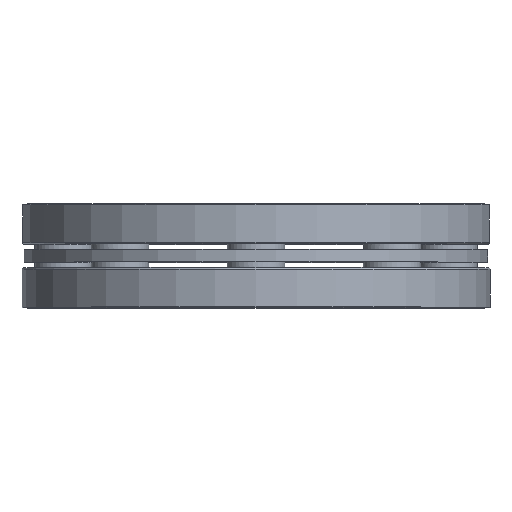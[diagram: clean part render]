
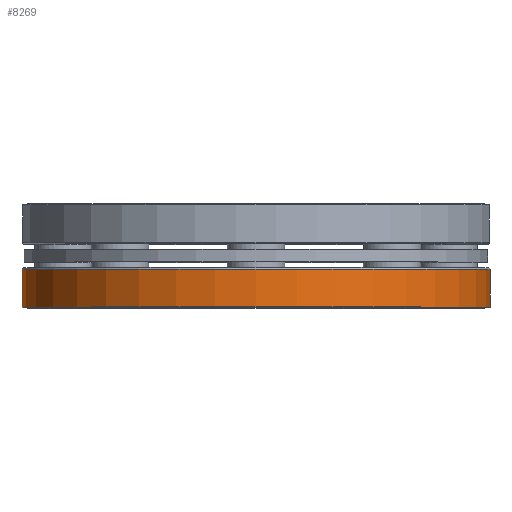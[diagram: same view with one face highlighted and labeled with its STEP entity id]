
A CAD part, top view. The second image highlights one B-rep face of the part: STEP entity #8269.
In plain terms, the highlighted cylindrical face has radius 73 mm (diameter 146 mm), a full revolution.
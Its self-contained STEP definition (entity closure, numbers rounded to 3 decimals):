
#509=CYLINDRICAL_SURFACE('',#8756,73.);
#713=ORIENTED_EDGE('',*,*,#1973,.T.);
#714=ORIENTED_EDGE('',*,*,#2000,.T.);
#1973=EDGE_CURVE('',#2625,#2625,#3133,.T.);
#2000=EDGE_CURVE('',#2652,#2652,#3160,.F.);
#2625=VERTEX_POINT('',#11531);
#2652=VERTEX_POINT('',#11607);
#3133=CIRCLE('',#8708,73.);
#3160=CIRCLE('',#8757,73.);
#3637=EDGE_LOOP('',(#713));
#3638=EDGE_LOOP('',(#714));
#4429=FACE_BOUND('',#3637,.T.);
#4430=FACE_BOUND('',#3638,.T.);
#8269=ADVANCED_FACE('',(#4429,#4430),#509,.T.);
#8708=AXIS2_PLACEMENT_3D('',#11530,#9644,#9645);
#8756=AXIS2_PLACEMENT_3D('',#11605,#9740,#9741);
#8757=AXIS2_PLACEMENT_3D('',#11606,#9742,#9743);
#9644=DIRECTION('',(0.,1.,0.));
#9645=DIRECTION('',(0.,0.,1.));
#9740=DIRECTION('',(0.,-1.,0.));
#9741=DIRECTION('',(0.,0.,-1.));
#9742=DIRECTION('',(0.,1.,0.));
#9743=DIRECTION('',(0.,0.,1.));
#11530=CARTESIAN_POINT('',(0.,0.2,0.));
#11531=CARTESIAN_POINT('',(0.,0.2,73.));
#11605=CARTESIAN_POINT('',(0.,12.5,0.));
#11606=CARTESIAN_POINT('',(0.,12.,0.));
#11607=CARTESIAN_POINT('',(0.,12.,73.));
